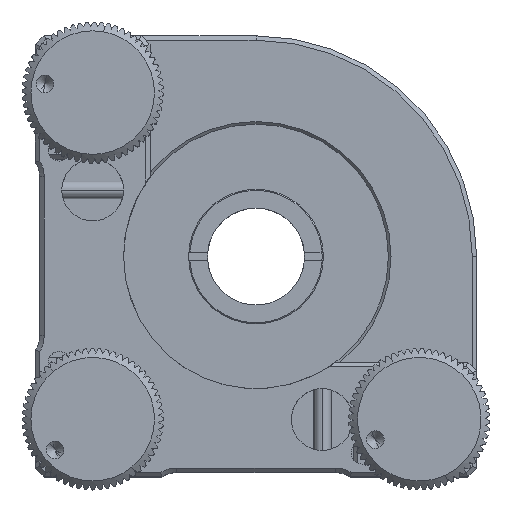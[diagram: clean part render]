
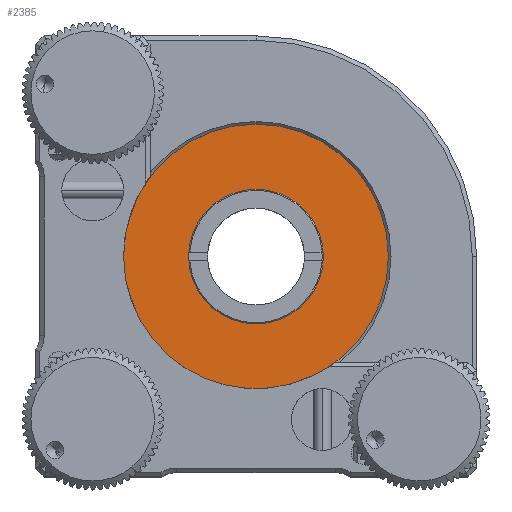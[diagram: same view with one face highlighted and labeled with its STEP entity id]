
A CAD part, top view. The second image highlights one B-rep face of the part: STEP entity #2385.
In plain terms, the highlighted planar face has unit normal (0, 0, 1).
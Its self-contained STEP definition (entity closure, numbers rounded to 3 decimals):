
#1694 = AXIS2_PLACEMENT_3D ( 'NONE', #18244, #25720, #17823 ) ;
#1735 = VERTEX_POINT ( 'NONE', #20536 ) ;
#2132 = AXIS2_PLACEMENT_3D ( 'NONE', #18142, #10619, #28372 ) ;
#2385 = ADVANCED_FACE ( 'NONE', ( #21365, #16162 ), #5654, .T. ) ;
#2640 = EDGE_CURVE ( 'NONE', #8445, #6547, #24109, .T. ) ;
#3295 = ORIENTED_EDGE ( 'NONE', *, *, #21662, .T. ) ;
#3576 = DIRECTION ( 'NONE',  ( 1., 0., 0. ) ) ;
#4323 = CIRCLE ( 'NONE', #1694, 7.625 ) ;
#5654 = PLANE ( 'NONE',  #2132 ) ;
#6495 = CIRCLE ( 'NONE', #14984, 15. ) ;
#6547 = VERTEX_POINT ( 'NONE', #28042 ) ;
#8445 = VERTEX_POINT ( 'NONE', #31268 ) ;
#10619 = DIRECTION ( 'NONE',  ( 0., 0., 1. ) ) ;
#10761 = CARTESIAN_POINT ( 'NONE',  ( 20.632, 8.874, 63.998 ) ) ;
#10968 = DIRECTION ( 'NONE',  ( 0., 0., 1. ) ) ;
#11062 = EDGE_LOOP ( 'NONE', ( #24143, #30451 ) ) ;
#12078 = DIRECTION ( 'NONE',  ( 0., 0., 1. ) ) ;
#12549 = DIRECTION ( 'NONE',  ( 0., 0., 1. ) ) ;
#14804 = CARTESIAN_POINT ( 'NONE',  ( 35.632, 8.874, 63.998 ) ) ;
#14984 = AXIS2_PLACEMENT_3D ( 'NONE', #30161, #12078, #19509 ) ;
#16162 = FACE_BOUND ( 'NONE', #11062, .T. ) ;
#16635 = EDGE_CURVE ( 'NONE', #6547, #8445, #4323, .T. ) ;
#17823 = DIRECTION ( 'NONE',  ( 1., 0., 0. ) ) ;
#18142 = CARTESIAN_POINT ( 'NONE',  ( 20.632, 8.874, 63.998 ) ) ;
#18244 = CARTESIAN_POINT ( 'NONE',  ( 20.632, 8.874, 63.998 ) ) ;
#19378 = EDGE_LOOP ( 'NONE', ( #21585, #3295 ) ) ;
#19509 = DIRECTION ( 'NONE',  ( 1., 0., 0. ) ) ;
#20536 = CARTESIAN_POINT ( 'NONE',  ( 5.632, 8.874, 63.998 ) ) ;
#21365 = FACE_OUTER_BOUND ( 'NONE', #19378, .T. ) ;
#21585 = ORIENTED_EDGE ( 'NONE', *, *, #29794, .T. ) ;
#21662 = EDGE_CURVE ( 'NONE', #32564, #1735, #27869, .T. ) ;
#22113 = AXIS2_PLACEMENT_3D ( 'NONE', #10761, #10968, #3576 ) ;
#24109 = CIRCLE ( 'NONE', #32290, 7.625 ) ;
#24143 = ORIENTED_EDGE ( 'NONE', *, *, #2640, .F. ) ;
#25720 = DIRECTION ( 'NONE',  ( 0., 0., 1. ) ) ;
#27371 = CARTESIAN_POINT ( 'NONE',  ( 20.632, 8.874, 63.998 ) ) ;
#27869 = CIRCLE ( 'NONE', #22113, 15. ) ;
#28042 = CARTESIAN_POINT ( 'NONE',  ( 13.007, 8.874, 63.998 ) ) ;
#28372 = DIRECTION ( 'NONE',  ( 1., 0., 0. ) ) ;
#29794 = EDGE_CURVE ( 'NONE', #1735, #32564, #6495, .T. ) ;
#30161 = CARTESIAN_POINT ( 'NONE',  ( 20.632, 8.874, 63.998 ) ) ;
#30451 = ORIENTED_EDGE ( 'NONE', *, *, #16635, .F. ) ;
#31056 = DIRECTION ( 'NONE',  ( 1., 0., 0. ) ) ;
#31268 = CARTESIAN_POINT ( 'NONE',  ( 28.257, 8.874, 63.998 ) ) ;
#32290 = AXIS2_PLACEMENT_3D ( 'NONE', #27371, #12549, #31056 ) ;
#32564 = VERTEX_POINT ( 'NONE', #14804 ) ;
